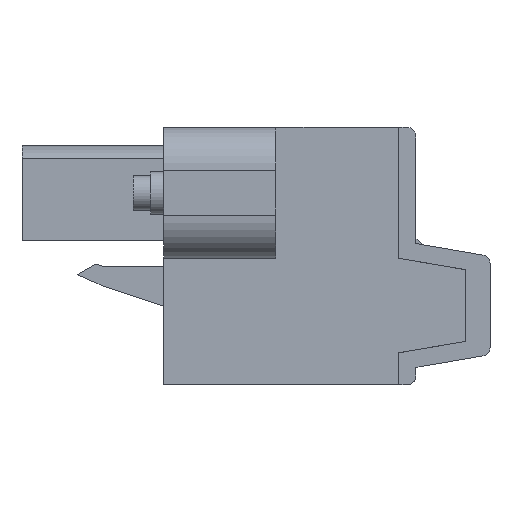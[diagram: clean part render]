
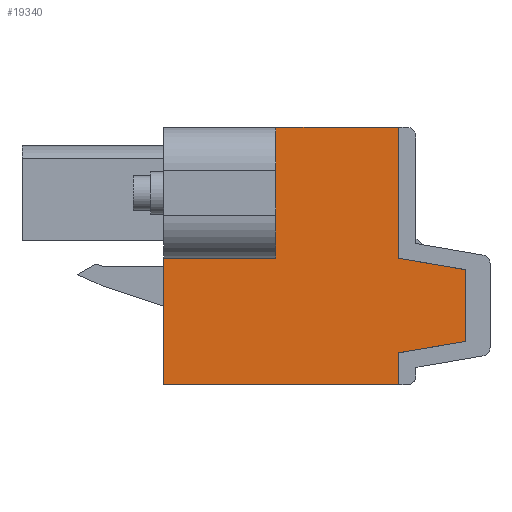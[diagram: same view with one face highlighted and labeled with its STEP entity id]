
A CAD part, left-side view. The second image highlights one B-rep face of the part: STEP entity #19340.
In plain terms, the highlighted planar face has unit normal (-1, 0, 0).
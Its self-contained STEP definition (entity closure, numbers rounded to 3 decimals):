
#386=LINE('',#27637,#2952);
#399=LINE('',#27691,#2965);
#401=LINE('',#27699,#2967);
#402=LINE('',#27700,#2968);
#403=LINE('',#27702,#2969);
#404=LINE('',#27704,#2970);
#405=LINE('',#27706,#2971);
#406=LINE('',#27708,#2972);
#407=LINE('',#27710,#2973);
#408=LINE('',#27712,#2974);
#2952=VECTOR('',#22374,1000.);
#2965=VECTOR('',#22421,1000.);
#2967=VECTOR('',#22429,1000.);
#2968=VECTOR('',#22430,1000.);
#2969=VECTOR('',#22431,1000.);
#2970=VECTOR('',#22432,1000.);
#2971=VECTOR('',#22433,1000.);
#2972=VECTOR('',#22434,1000.);
#2973=VECTOR('',#22435,1000.);
#2974=VECTOR('',#22436,1000.);
#5558=ORIENTED_EDGE('',*,*,#11207,.F.);
#5559=ORIENTED_EDGE('',*,*,#11211,.T.);
#5560=ORIENTED_EDGE('',*,*,#11182,.F.);
#5561=ORIENTED_EDGE('',*,*,#11212,.F.);
#5562=ORIENTED_EDGE('',*,*,#11213,.F.);
#5563=ORIENTED_EDGE('',*,*,#11214,.F.);
#5564=ORIENTED_EDGE('',*,*,#11215,.F.);
#5565=ORIENTED_EDGE('',*,*,#11216,.F.);
#5566=ORIENTED_EDGE('',*,*,#11217,.F.);
#5567=ORIENTED_EDGE('',*,*,#11218,.F.);
#11182=EDGE_CURVE('',#14009,#14010,#386,.T.);
#11207=EDGE_CURVE('',#14033,#14034,#399,.T.);
#11211=EDGE_CURVE('',#14033,#14010,#401,.T.);
#11212=EDGE_CURVE('',#14037,#14009,#402,.T.);
#11213=EDGE_CURVE('',#14038,#14037,#403,.T.);
#11214=EDGE_CURVE('',#14039,#14038,#404,.T.);
#11215=EDGE_CURVE('',#14040,#14039,#405,.T.);
#11216=EDGE_CURVE('',#14041,#14040,#406,.T.);
#11217=EDGE_CURVE('',#14042,#14041,#407,.T.);
#11218=EDGE_CURVE('',#14034,#14042,#408,.T.);
#14009=VERTEX_POINT('',#27636);
#14010=VERTEX_POINT('',#27638);
#14033=VERTEX_POINT('',#27690);
#14034=VERTEX_POINT('',#27692);
#14037=VERTEX_POINT('',#27701);
#14038=VERTEX_POINT('',#27703);
#14039=VERTEX_POINT('',#27705);
#14040=VERTEX_POINT('',#27707);
#14041=VERTEX_POINT('',#27709);
#14042=VERTEX_POINT('',#27711);
#16064=EDGE_LOOP('',(#5558,#5559,#5560,#5561,#5562,#5563,#5564,#5565,#5566,
#5567));
#17254=FACE_BOUND('',#16064,.T.);
#18435=PLANE('',#21004);
#19340=ADVANCED_FACE('',(#17254),#18435,.F.);
#21004=AXIS2_PLACEMENT_3D('',#27698,#22427,#22428);
#22374=DIRECTION('',(0.,0.,1.));
#22421=DIRECTION('',(0.,0.,1.));
#22427=DIRECTION('',(1.,0.,0.));
#22428=DIRECTION('',(0.,0.,-1.));
#22429=DIRECTION('',(0.,1.,0.));
#22430=DIRECTION('',(0.,1.,0.));
#22431=DIRECTION('',(0.,0.,-1.));
#22432=DIRECTION('',(0.,0.986,-0.169));
#22433=DIRECTION('',(0.,0.,-1.));
#22434=DIRECTION('',(0.,-0.986,-0.169));
#22435=DIRECTION('',(0.,0.,-1.));
#22436=DIRECTION('',(0.,-1.,0.));
#27636=CARTESIAN_POINT('',(-20.32,6.805,-7.45));
#27637=CARTESIAN_POINT('',(-20.32,6.805,-7.45));
#27638=CARTESIAN_POINT('',(-20.32,6.805,-0.13));
#27690=CARTESIAN_POINT('',(-20.32,0.305,-0.13));
#27691=CARTESIAN_POINT('',(-20.32,0.305,-0.13));
#27692=CARTESIAN_POINT('',(-20.32,0.305,7.45));
#27698=CARTESIAN_POINT('',(-20.32,0.,0.));
#27699=CARTESIAN_POINT('',(-20.32,0.305,-0.13));
#27700=CARTESIAN_POINT('',(-20.32,-6.805,-7.45));
#27701=CARTESIAN_POINT('',(-20.32,-6.805,-7.45));
#27702=CARTESIAN_POINT('',(-20.32,-6.805,-5.61));
#27703=CARTESIAN_POINT('',(-20.32,-6.805,-5.61));
#27704=CARTESIAN_POINT('',(-20.32,-10.688,-4.945));
#27705=CARTESIAN_POINT('',(-20.32,-10.688,-4.945));
#27706=CARTESIAN_POINT('',(-20.32,-10.688,-0.795));
#27707=CARTESIAN_POINT('',(-20.32,-10.688,-0.795));
#27708=CARTESIAN_POINT('',(-20.32,-6.805,-0.13));
#27709=CARTESIAN_POINT('',(-20.32,-6.805,-0.13));
#27710=CARTESIAN_POINT('',(-20.32,-6.805,7.45));
#27711=CARTESIAN_POINT('',(-20.32,-6.805,7.45));
#27712=CARTESIAN_POINT('',(-20.32,6.805,7.45));
